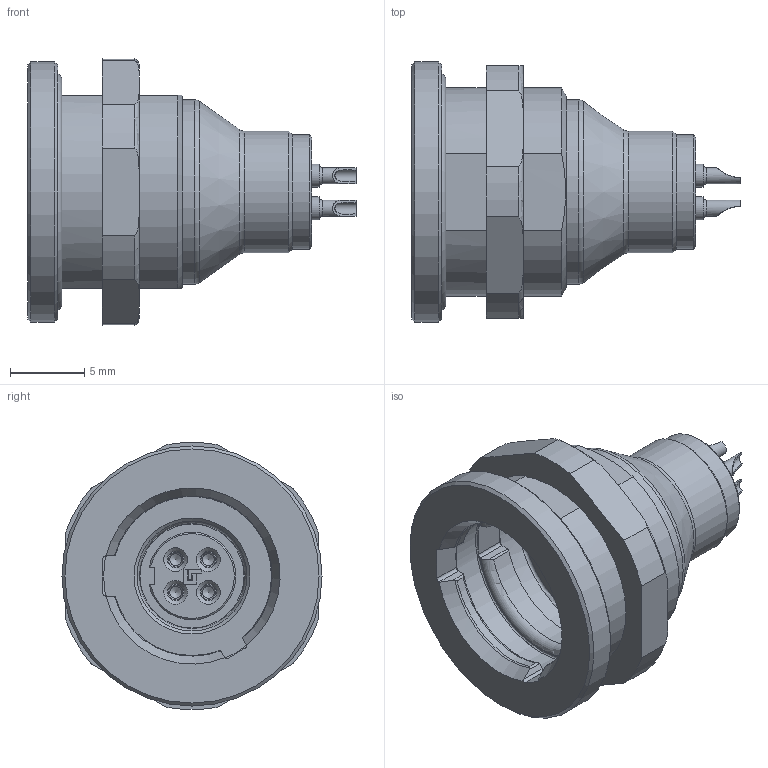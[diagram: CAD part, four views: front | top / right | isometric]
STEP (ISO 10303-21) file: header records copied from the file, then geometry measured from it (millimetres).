
FILE_DESCRIPTION(/* description */ (''),/* implementation_level */ '2;1');
FILE_NAME(/* name */ '09 4912 015 04 001_00.stp',/* time_stamp */ '2013-11-20T08:40:24+01:00',/* author */ (''),/* organization */ (''),/* preprocessor_version */ 'ST-DEVELOPER v14',/* originating_system */ 'SIEMENS PLM Software NX 8.0',/* authorisation */ '');
FILE_SCHEMA (('AUTOMOTIVE_DESIGN { 1 0 10303 214 3 1 1 1 }'));
Length unit declared in the file: millimetre
Products named in the file (1): cerl11F4D719jwgd
Bounding box: 22.1 x 17.5 x 17.96 mm (x, y, z)
Volume: 1551.4 mm3; surface area: 2239.5 mm2
Topology: 1 solids, 1 shells, 278 faces, 714 edges, 456 vertices
Faces by surface type: plane 111, cylinder 79, cone 46, torus 30, bspline 12
Full cylindrical faces by diameter (mm): 0.8 x4, 1.1 x12, 1.25 x4, 1.55 x4, 5.6 x1, 7.1 x1, 7.4 x3, 7.7 x1, 8.1 x2, 8.2 x1, 9.5 x1, 12.3 x2, 12.4 x1, 14 x1, 16.4 x1, 17.5 x1
Entity records: 8527 total; most frequent: CARTESIAN_POINT 2375, DIRECTION 1280, ORIENTED_EDGE 1190, EDGE_CURVE 595, AXIS2_PLACEMENT_3D 536, VERTEX_POINT 418, EDGE_LOOP 369, ADVANCED_FACE 276
